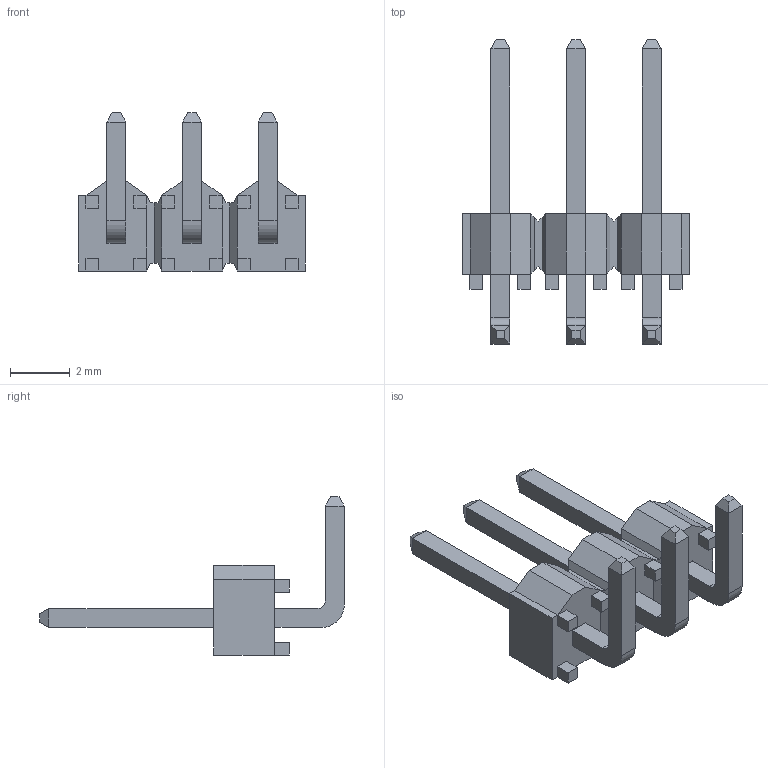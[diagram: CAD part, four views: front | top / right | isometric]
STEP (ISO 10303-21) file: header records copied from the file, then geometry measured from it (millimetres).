
FILE_DESCRIPTION(/* description */ ('STEP AP214'),/* implementation_level */ '2;1');
FILE_NAME(/* name */ 'TSW-103-08-G-S-RA',/* time_stamp */ '2024-10-18T07:39:32+02:00',/* author */ ('License CC BY-ND 4.0'),/* organization */ ('CADENAS'),/* preprocessor_version */ 'ST-DEVELOPER v19.3',/* originating_system */ 'PARTsolutions',/* authorisation */ ' ');
FILE_SCHEMA (('AUTOMOTIVE_DESIGN {1 0 10303 214 3 1 1}'));
Length unit declared in the file: inch
Products named in the file (3): TSW-103-08-G-S-RA; TSW-103-08-G-S-RA_body; T-1S6-08-TSW-1-08-3-RA-S
Assembly tree (2 placements, depth 2):
  TSW-103-08-G-S-RA
    TSW-103-08-G-S-RA_body
    T-1S6-08-TSW-1-08-3-RA-S
Bounding box: 7.62 x 10.22 x 5.31 mm (x, y, z)
Volume: 57.5 mm3; surface area: 225.9 mm2
Topology: 2 solids, 2 shells, 178 faces, 448 edges, 280 vertices
Faces by surface type: plane 172, cylinder 6
Entity records: 5246 total; most frequent: CARTESIAN_POINT 909, ORIENTED_EDGE 896, DIRECTION 822, EDGE_CURVE 448, LINE 436, VECTOR 436, VERTEX_POINT 280, AXIS2_PLACEMENT_3D 193
